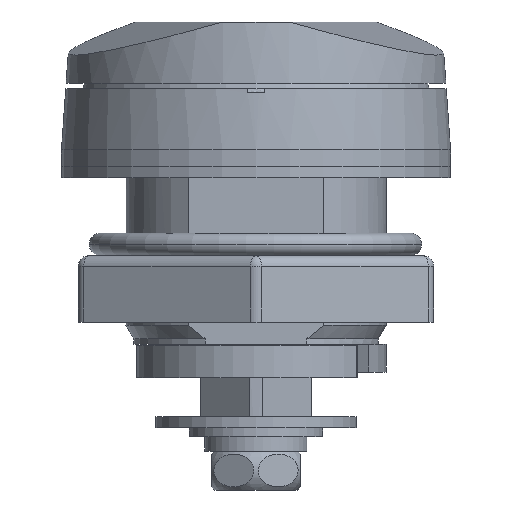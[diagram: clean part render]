
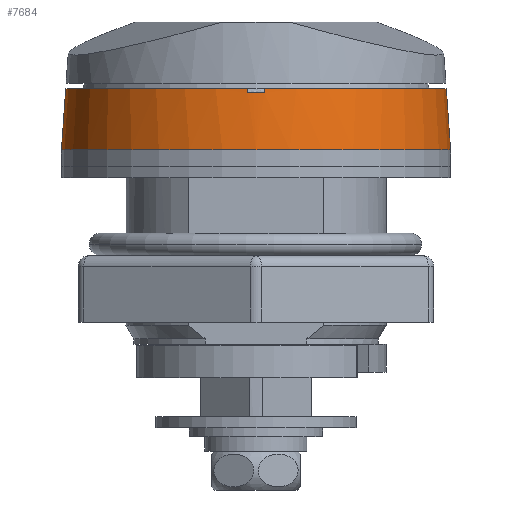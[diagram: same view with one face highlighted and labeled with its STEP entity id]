
A CAD part, front view. The second image highlights one B-rep face of the part: STEP entity #7684.
In plain terms, the highlighted conical face has half-angle 4 degrees and reference radius 17.5 mm.
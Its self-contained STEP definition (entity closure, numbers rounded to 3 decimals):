
#1394 = CARTESIAN_POINT ( 'NONE',  ( 0., 0., -0.5 ) ) ;
#1395 = DIRECTION ( 'NONE',  ( 0., 0., 1. ) ) ;
#1396 = DIRECTION ( 'NONE',  ( 1., 0., 0. ) ) ;
#1413 = CARTESIAN_POINT ( 'NONE',  ( -0.75, -17.125, -0.875 ) ) ;
#1414 = CARTESIAN_POINT ( 'NONE',  ( -0.75, -17.121, -0.817 ) ) ;
#1415 = CARTESIAN_POINT ( 'NONE',  ( -0.75, -17.117, -0.759 ) ) ;
#1416 = CARTESIAN_POINT ( 'NONE',  ( -0.75, -17.113, -0.701 ) ) ;
#1417 = CARTESIAN_POINT ( 'NONE',  ( -0.75, -17.108, -0.634 ) ) ;
#1418 = CARTESIAN_POINT ( 'NONE',  ( -0.75, -17.104, -0.567 ) ) ;
#1419 = CARTESIAN_POINT ( 'NONE',  ( -0.75, -17.099, -0.5 ) ) ;
#1432 = CARTESIAN_POINT ( 'NONE',  ( 0., 0., -0.875 ) ) ;
#1433 = DIRECTION ( 'NONE',  ( 0., 0., -1. ) ) ;
#1434 = DIRECTION ( 'NONE',  ( -1., 0., 0. ) ) ;
#1447 = CARTESIAN_POINT ( 'NONE',  ( 0.75, -17.099, -0.5 ) ) ;
#1448 = CARTESIAN_POINT ( 'NONE',  ( 0.75, -17.104, -0.567 ) ) ;
#1449 = CARTESIAN_POINT ( 'NONE',  ( 0.75, -17.108, -0.634 ) ) ;
#1450 = CARTESIAN_POINT ( 'NONE',  ( 0.75, -17.113, -0.701 ) ) ;
#1451 = CARTESIAN_POINT ( 'NONE',  ( 0.75, -17.117, -0.759 ) ) ;
#1452 = CARTESIAN_POINT ( 'NONE',  ( 0.75, -17.121, -0.817 ) ) ;
#1453 = CARTESIAN_POINT ( 'NONE',  ( 0.75, -17.125, -0.875 ) ) ;
#1467 = CARTESIAN_POINT ( 'NONE',  ( 0., 0., -0.5 ) ) ;
#1468 = DIRECTION ( 'NONE',  ( 0., 0., 1. ) ) ;
#1469 = DIRECTION ( 'NONE',  ( 1., 0., 0. ) ) ;
#1483 = CARTESIAN_POINT ( 'NONE',  ( 0., 0., -6. ) ) ;
#1484 = DIRECTION ( 'NONE',  ( 0., 0., 1. ) ) ;
#1485 = DIRECTION ( 'NONE',  ( 1., 0., 0. ) ) ;
#3389 = VERTEX_POINT ( 'NONE', #7187 ) ;
#3400 = VERTEX_POINT ( 'NONE', #7198 ) ;
#3431 = VERTEX_POINT ( 'NONE', #7229 ) ;
#3511 = VERTEX_POINT ( 'NONE', #7309 ) ;
#4490 = CARTESIAN_POINT ( 'NONE',  ( 0., 0., -6. ) ) ;
#4491 = DIRECTION ( 'NONE',  ( 0., 0., -1. ) ) ;
#4492 = DIRECTION ( 'NONE',  ( -1., 0., 0. ) ) ;
#4985 = LINE ( 'NONE', #4986, #6133 ) ;
#4986 = CARTESIAN_POINT ( 'NONE',  ( 17.5, 0., -6. ) ) ;
#4987 = DIRECTION ( 'NONE',  ( 0.07, 0., -0.998 ) ) ;
#4994 = LINE ( 'NONE', #4995, #6135 ) ;
#4995 = CARTESIAN_POINT ( 'NONE',  ( -17.5, 0., -6. ) ) ;
#4996 = DIRECTION ( 'NONE',  ( -0.07, 0., -0.998 ) ) ;
#5203 = CARTESIAN_POINT ( 'NONE',  ( 0.75, -17.099, -0.5 ) ) ;
#5204 = CARTESIAN_POINT ( 'NONE',  ( 0.75, -17.125, -0.875 ) ) ;
#5205 = CARTESIAN_POINT ( 'NONE',  ( -0.75, -17.125, -0.875 ) ) ;
#5207 = CARTESIAN_POINT ( 'NONE',  ( -0.75, -17.099, -0.5 ) ) ;
#5759 = FACE_OUTER_BOUND ( 'NONE', #8152, .T. ) ;
#5763 = AXIS2_PLACEMENT_3D ( 'NONE', #4490, #4491, #4492 ) ;
#6133 = VECTOR ( 'NONE', #4987, 1000. ) ;
#6135 = VECTOR ( 'NONE', #4996, 1000. ) ;
#6818 = AXIS2_PLACEMENT_3D ( 'NONE', #1394, #1395, #1396 ) ;
#6835 = AXIS2_PLACEMENT_3D ( 'NONE', #1432, #1433, #1434 ) ;
#6854 = AXIS2_PLACEMENT_3D ( 'NONE', #1467, #1468, #1469 ) ;
#6863 = AXIS2_PLACEMENT_3D ( 'NONE', #1483, #1484, #1485 ) ;
#7187 = CARTESIAN_POINT ( 'NONE',  ( 17.5, 0., -6. ) ) ;
#7198 = CARTESIAN_POINT ( 'NONE',  ( 17.115, 0., -0.5 ) ) ;
#7229 = CARTESIAN_POINT ( 'NONE',  ( -17.115, 0., -0.5 ) ) ;
#7309 = CARTESIAN_POINT ( 'NONE',  ( -17.5, 0., -6. ) ) ;
#7684 = ADVANCED_FACE ( 'NONE', ( #5759 ), #9938, .T. ) ;
#7839 = EDGE_CURVE ( 'NONE', #3400, #3389, #4985, .T. ) ;
#7842 = EDGE_CURVE ( 'NONE', #3431, #3511, #4994, .T. ) ;
#8152 = EDGE_LOOP ( 'NONE', ( #9115, #9116, #9114, #9117, #9118, #9119, #9120, #9122 ) ) ;
#8519 = B_SPLINE_CURVE_WITH_KNOTS ( 'NONE', 3,
 ( #1413, #1414, #1415, #1416, #1417, #1418, #1419 ),
 .UNSPECIFIED., .F., .F.,
 ( 4, 3, 4 ),
 ( 0.003, 0.003, 0.003 ),
 .UNSPECIFIED. ) ;
#8520 = B_SPLINE_CURVE_WITH_KNOTS ( 'NONE', 3,
 ( #1447, #1448, #1449, #1450, #1451, #1452, #1453 ),
 .UNSPECIFIED., .F., .F.,
 ( 4, 3, 4 ),
 ( 0.003, 0.003, 0.003 ),
 .UNSPECIFIED. ) ;
#8694 = VERTEX_POINT ( 'NONE', #5203 ) ;
#8695 = VERTEX_POINT ( 'NONE', #5204 ) ;
#8696 = VERTEX_POINT ( 'NONE', #5205 ) ;
#8698 = VERTEX_POINT ( 'NONE', #5207 ) ;
#9114 = ORIENTED_EDGE ( 'NONE', *, *, #10451, .T. ) ;
#9115 = ORIENTED_EDGE ( 'NONE', *, *, #7839, .F. ) ;
#9116 = ORIENTED_EDGE ( 'NONE', *, *, #10456, .F. ) ;
#9117 = ORIENTED_EDGE ( 'NONE', *, *, #10446, .T. ) ;
#9118 = ORIENTED_EDGE ( 'NONE', *, *, #10441, .T. ) ;
#9119 = ORIENTED_EDGE ( 'NONE', *, *, #10436, .F. ) ;
#9120 = ORIENTED_EDGE ( 'NONE', *, *, #7842, .T. ) ;
#9122 = ORIENTED_EDGE ( 'NONE', *, *, #10461, .T. ) ;
#9938 = CONICAL_SURFACE ( 'NONE', #5763, 17.5, 0.07 ) ;
#10436 = EDGE_CURVE ( 'NONE', #3431, #8698, #10629, .T. ) ;
#10441 = EDGE_CURVE ( 'NONE', #8696, #8698, #8519, .T. ) ;
#10446 = EDGE_CURVE ( 'NONE', #8695, #8696, #10634, .T. ) ;
#10451 = EDGE_CURVE ( 'NONE', #8694, #8695, #8520, .T. ) ;
#10456 = EDGE_CURVE ( 'NONE', #8694, #3400, #10637, .T. ) ;
#10461 = EDGE_CURVE ( 'NONE', #3511, #3389, #10638, .T. ) ;
#10629 = CIRCLE ( 'NONE', #6818, 17.115 ) ;
#10634 = CIRCLE ( 'NONE', #6835, 17.142 ) ;
#10637 = CIRCLE ( 'NONE', #6854, 17.115 ) ;
#10638 = CIRCLE ( 'NONE', #6863, 17.5 ) ;
